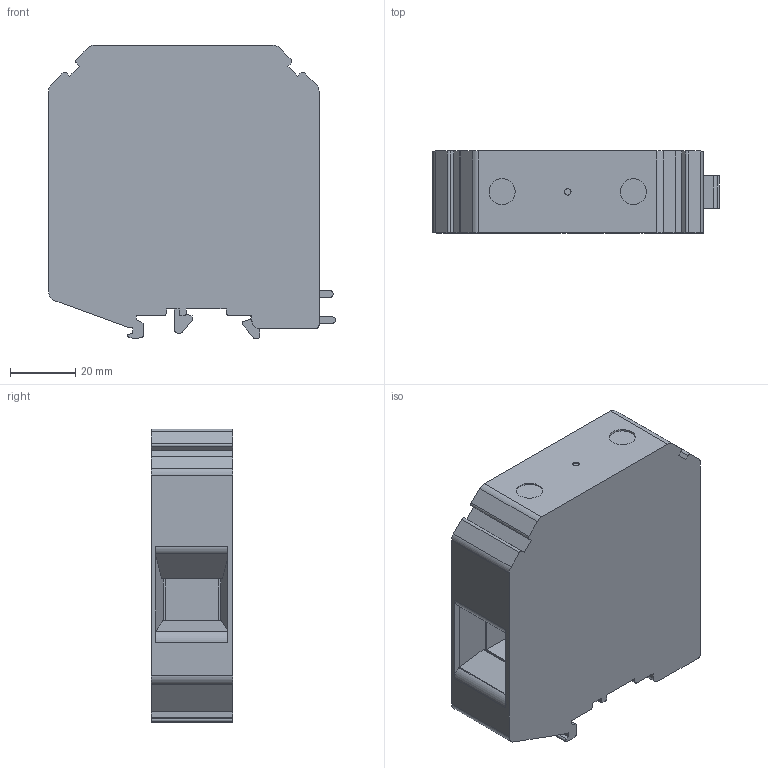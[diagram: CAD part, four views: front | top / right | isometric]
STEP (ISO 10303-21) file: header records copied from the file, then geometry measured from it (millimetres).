
FILE_DESCRIPTION(/* description */ ('Unknown'),/* implementation_level */ '2;1');
FILE_NAME(/* name */ 'KUT95_GY_3D',/* time_stamp */ '2019-09-23T17:48:52+05:00',/* author */ ('Unknown'),/* organization */ ('Unknown'),/* preprocessor_version */ 'ST-DEVELOPER v16.7',/* originating_system */ 'DEX',/* authorisation */ $);
FILE_SCHEMA (('AUTOMOTIVE_DESIGN {1 0 10303 214 3 1 1}'));
Length unit declared in the file: millimetre
Products named in the file (1): KUT95
Bounding box: 88.05 x 25.05 x 90.2 mm (x, y, z)
Volume: 152490 mm3; surface area: 26496.4 mm2
Topology: 1 solids, 1 shells, 123 faces, 340 edges, 226 vertices
Faces by surface type: plane 88, cylinder 29, bspline 4, cone 2
Full cylindrical faces by diameter (mm): 2 x1, 7.999 x2
Entity records: 4808 total; most frequent: CARTESIAN_POINT 723, ORIENTED_EDGE 674, DIRECTION 649, EDGE_CURVE 337, LINE 265, VECTOR 265, VERTEX_POINT 226, AXIS2_PLACEMENT_3D 192
